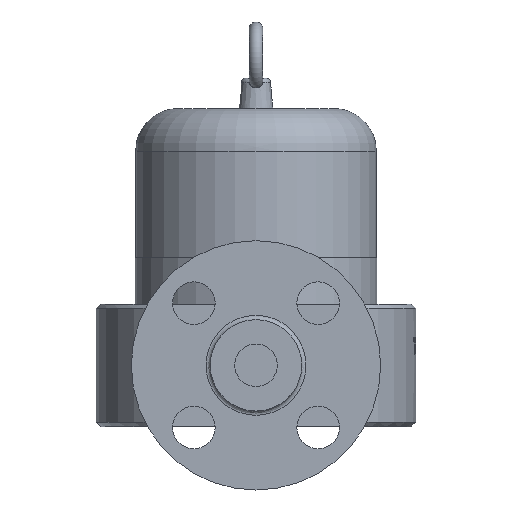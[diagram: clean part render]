
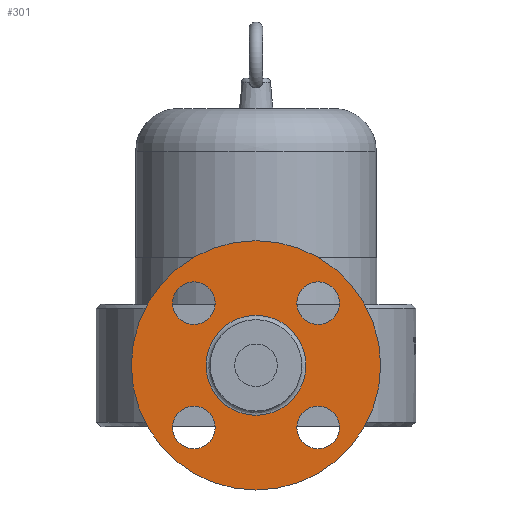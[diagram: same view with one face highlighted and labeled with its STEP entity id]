
A CAD part, left-side view. The second image highlights one B-rep face of the part: STEP entity #301.
In plain terms, the highlighted free-form (B-spline) face has degree [1, 1] with [2, 2] control points.
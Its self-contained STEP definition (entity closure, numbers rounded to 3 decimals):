
#215=CARTESIAN_POINT('',(-153.6,0.0,23.45));
#216=VERTEX_POINT('',#215);
#217=CARTESIAN_POINT('',(-153.6,0.0,0.));
#218=DIRECTION('',(-1.0,0.0,0.0));
#219=DIRECTION('',(0.0,0.0,-1.0));
#220=AXIS2_PLACEMENT_3D('',#217,#218,#219);
#221=CIRCLE('',#220,23.45);
#222=EDGE_CURVE('',#216,#216,#221,.T.);
#238=CARTESIAN_POINT('',(-153.6,58.5,58.5));
#239=CARTESIAN_POINT('',(-153.6,58.5,-58.5));
#240=CARTESIAN_POINT('',(-153.6,-58.5,58.5));
#241=CARTESIAN_POINT('',(-153.6,-58.5,-58.5));
#242=B_SPLINE_SURFACE_WITH_KNOTS('',1,1,((#238,#240),(#239,#241)),.UNSPECIFIED.,.F.,.F.,.U.,(2,2),(2,2),(0.0,117.),(0.0,117.),.UNSPECIFIED.);
#243=CARTESIAN_POINT('',(-153.6,0.0,58.5));
#244=VERTEX_POINT('',#243);
#245=CARTESIAN_POINT('',(-153.6,0.0,0.));
#246=DIRECTION('',(-1.0,0.0,0.0));
#247=DIRECTION('',(0.0,0.0,1.0));
#248=AXIS2_PLACEMENT_3D('',#245,#246,#247);
#249=CIRCLE('',#248,58.5);
#250=EDGE_CURVE('',#244,#244,#249,.T.);
#251=ORIENTED_EDGE('',*,*,#250,.T.);
#252=EDGE_LOOP('',(#251));
#253=FACE_OUTER_BOUND('',#252,.T.);
#254=CARTESIAN_POINT('',(-153.6,29.168,19.168));
#255=VERTEX_POINT('',#254);
#256=CARTESIAN_POINT('',(-153.6,29.168,29.168));
#257=DIRECTION('',(1.0,0.0,0.0));
#258=DIRECTION('',(0.0,0.0,1.0));
#259=AXIS2_PLACEMENT_3D('',#256,#257,#258);
#260=CIRCLE('',#259,10.0);
#261=EDGE_CURVE('',#255,#255,#260,.T.);
#262=ORIENTED_EDGE('',*,*,#261,.T.);
#263=EDGE_LOOP('',(#262));
#264=FACE_BOUND('',#263,.T.);
#265=CARTESIAN_POINT('',(-153.6,19.168,-29.168));
#266=VERTEX_POINT('',#265);
#267=CARTESIAN_POINT('',(-153.6,29.168,-29.168));
#268=DIRECTION('',(1.0,0.0,0.0));
#269=DIRECTION('',(0.0,1.0,0.0));
#270=AXIS2_PLACEMENT_3D('',#267,#268,#269);
#271=CIRCLE('',#270,10.0);
#272=EDGE_CURVE('',#266,#266,#271,.T.);
#273=ORIENTED_EDGE('',*,*,#272,.T.);
#274=EDGE_LOOP('',(#273));
#275=FACE_BOUND('',#274,.T.);
#276=CARTESIAN_POINT('',(-153.6,-29.168,-19.168));
#277=VERTEX_POINT('',#276);
#278=CARTESIAN_POINT('',(-153.6,-29.168,-29.168));
#279=DIRECTION('',(1.0,0.0,0.0));
#280=DIRECTION('',(0.0,0.0,-1.0));
#281=AXIS2_PLACEMENT_3D('',#278,#279,#280);
#282=CIRCLE('',#281,10.0);
#283=EDGE_CURVE('',#277,#277,#282,.T.);
#284=ORIENTED_EDGE('',*,*,#283,.T.);
#285=EDGE_LOOP('',(#284));
#286=FACE_BOUND('',#285,.T.);
#287=CARTESIAN_POINT('',(-153.6,-19.168,29.168));
#288=VERTEX_POINT('',#287);
#289=CARTESIAN_POINT('',(-153.6,-29.168,29.168));
#290=DIRECTION('',(1.0,0.0,0.0));
#291=DIRECTION('',(0.0,-1.0,0.0));
#292=AXIS2_PLACEMENT_3D('',#289,#290,#291);
#293=CIRCLE('',#292,10.0);
#294=EDGE_CURVE('',#288,#288,#293,.T.);
#295=ORIENTED_EDGE('',*,*,#294,.T.);
#296=EDGE_LOOP('',(#295));
#297=FACE_BOUND('',#296,.T.);
#298=ORIENTED_EDGE('',*,*,#222,.F.);
#299=EDGE_LOOP('',(#298));
#300=FACE_BOUND('',#299,.T.);
#301=ADVANCED_FACE('',(#253,#264,#275,#286,#297,#300),#242,.T.);
